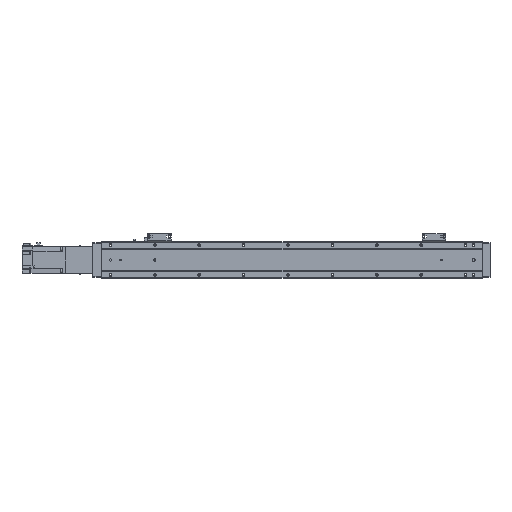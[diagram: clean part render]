
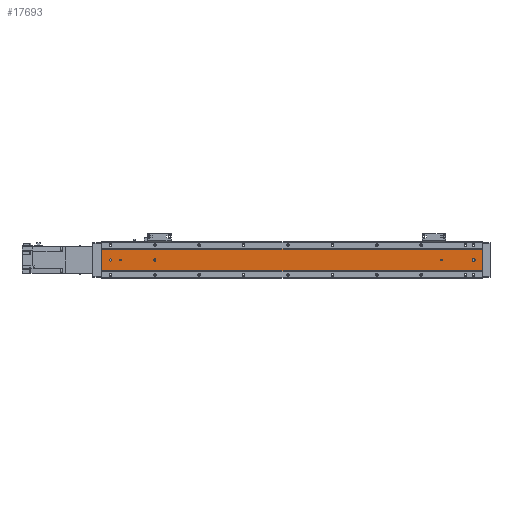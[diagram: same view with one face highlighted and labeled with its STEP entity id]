
A CAD part, front view. The second image highlights one B-rep face of the part: STEP entity #17693.
In plain terms, the highlighted planar face has unit normal (0, -1, 0).
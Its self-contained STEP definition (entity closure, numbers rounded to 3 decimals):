
#26 = ORIENTED_EDGE ( 'NONE', *, *, #7452, .F. ) ;
#137 = DIRECTION ( 'NONE',  ( 1., 0., 0. ) ) ;
#369 = LINE ( 'NONE', #23718, #14989 ) ;
#529 = EDGE_LOOP ( 'NONE', ( #1538, #20534 ) ) ;
#668 = CIRCLE ( 'NONE', #22740, 2.5 ) ;
#700 = DIRECTION ( 'NONE',  ( 0., 0., 1. ) ) ;
#894 = VERTEX_POINT ( 'NONE', #23206 ) ;
#998 = CIRCLE ( 'NONE', #25040, 2.1 ) ;
#1021 = VECTOR ( 'NONE', #8207, 1000. ) ;
#1225 = DIRECTION ( 'NONE',  ( 0., -1., 0. ) ) ;
#1538 = ORIENTED_EDGE ( 'NONE', *, *, #25563, .F. ) ;
#1875 = ORIENTED_EDGE ( 'NONE', *, *, #14836, .F. ) ;
#2146 = FACE_OUTER_BOUND ( 'NONE', #28052, .T. ) ;
#2890 = DIRECTION ( 'NONE',  ( 1., 0., 0. ) ) ;
#3007 = CARTESIAN_POINT ( 'NONE',  ( 858., 1., -23.876 ) ) ;
#3113 = VERTEX_POINT ( 'NONE', #14981 ) ;
#3164 = LINE ( 'NONE', #16684, #17859 ) ;
#3243 = EDGE_CURVE ( 'NONE', #25529, #16616, #8811, .T. ) ;
#4071 = VERTEX_POINT ( 'NONE', #25757 ) ;
#4242 = ORIENTED_EDGE ( 'NONE', *, *, #28330, .F. ) ;
#4455 = CARTESIAN_POINT ( 'NONE',  ( 858., 1., 23.876 ) ) ;
#4513 = EDGE_CURVE ( 'NONE', #28375, #20326, #19566, .T. ) ;
#4531 = CARTESIAN_POINT ( 'NONE',  ( 837., 1., -2.5 ) ) ;
#4541 = CIRCLE ( 'NONE', #7476, 2.5 ) ;
#4807 = VERTEX_POINT ( 'NONE', #26340 ) ;
#5745 = ORIENTED_EDGE ( 'NONE', *, *, #16894, .F. ) ;
#5835 = DIRECTION ( 'NONE',  ( 0., 0., 1. ) ) ;
#5981 = CARTESIAN_POINT ( 'NONE',  ( 120., 1., 2.5 ) ) ;
#6075 = CIRCLE ( 'NONE', #19811, 2.5 ) ;
#6275 = DIRECTION ( 'NONE',  ( 0., 0., -1. ) ) ;
#6314 = AXIS2_PLACEMENT_3D ( 'NONE', #29603, #15765, #27729 ) ;
#6406 = DIRECTION ( 'NONE',  ( 0., 0., 1. ) ) ;
#6458 = PLANE ( 'NONE',  #14047 ) ;
#6995 = AXIS2_PLACEMENT_3D ( 'NONE', #17521, #1225, #10901 ) ;
#7045 = DIRECTION ( 'NONE',  ( 0., -1., 0. ) ) ;
#7085 = CARTESIAN_POINT ( 'NONE',  ( 766.45, 1., -2.1 ) ) ;
#7138 = CARTESIAN_POINT ( 'NONE',  ( 858., 1., 23.876 ) ) ;
#7452 = EDGE_CURVE ( 'NONE', #3113, #13173, #17313, .T. ) ;
#7476 = AXIS2_PLACEMENT_3D ( 'NONE', #23253, #27423, #6406 ) ;
#7526 = VERTEX_POINT ( 'NONE', #7138 ) ;
#8207 = DIRECTION ( 'NONE',  ( -1., 0., 0. ) ) ;
#8575 = CIRCLE ( 'NONE', #13957, 2.1 ) ;
#8589 = CARTESIAN_POINT ( 'NONE',  ( 41.75, 1., 2.1 ) ) ;
#8811 = CIRCLE ( 'NONE', #25971, 2.5 ) ;
#9182 = DIRECTION ( 'NONE',  ( 0., 0., 1. ) ) ;
#9462 = CARTESIAN_POINT ( 'NONE',  ( 839., 1., 0. ) ) ;
#9464 = AXIS2_PLACEMENT_3D ( 'NONE', #27847, #20963, #12851 ) ;
#9601 = ORIENTED_EDGE ( 'NONE', *, *, #25829, .F. ) ;
#9915 = DIRECTION ( 'NONE',  ( -1., 0., 0. ) ) ;
#10428 = CARTESIAN_POINT ( 'NONE',  ( 0., 1., 23.876 ) ) ;
#10901 = DIRECTION ( 'NONE',  ( 0., 0., 1. ) ) ;
#11043 = LINE ( 'NONE', #10428, #30072 ) ;
#11354 = FACE_BOUND ( 'NONE', #21976, .T. ) ;
#11567 = EDGE_LOOP ( 'NONE', ( #14683, #26, #5745, #25871 ) ) ;
#11939 = EDGE_CURVE ( 'NONE', #4807, #25323, #27082, .T. ) ;
#12647 = EDGE_LOOP ( 'NONE', ( #4242, #18484 ) ) ;
#12806 = CARTESIAN_POINT ( 'NONE',  ( 858., 1., 23.876 ) ) ;
#12851 = DIRECTION ( 'NONE',  ( 0., 0., 1. ) ) ;
#13033 = DIRECTION ( 'NONE',  ( 0., 0., -1. ) ) ;
#13173 = VERTEX_POINT ( 'NONE', #4531 ) ;
#13325 = CARTESIAN_POINT ( 'NONE',  ( 858., 1., 23.876 ) ) ;
#13957 = AXIS2_PLACEMENT_3D ( 'NONE', #30009, #14157, #22940 ) ;
#14047 = AXIS2_PLACEMENT_3D ( 'NONE', #4455, #23487, #137 ) ;
#14097 = DIRECTION ( 'NONE',  ( 0., 0., 1. ) ) ;
#14157 = DIRECTION ( 'NONE',  ( 0., -1., 0. ) ) ;
#14562 = CARTESIAN_POINT ( 'NONE',  ( 858., 1., -2.5 ) ) ;
#14631 = VECTOR ( 'NONE', #6275, 1000. ) ;
#14683 = ORIENTED_EDGE ( 'NONE', *, *, #23233, .F. ) ;
#14836 = EDGE_CURVE ( 'NONE', #27823, #22628, #8575, .T. ) ;
#14981 = CARTESIAN_POINT ( 'NONE',  ( 837., 1., 2.5 ) ) ;
#14989 = VECTOR ( 'NONE', #26016, 1000. ) ;
#15092 = ORIENTED_EDGE ( 'NONE', *, *, #19193, .F. ) ;
#15673 = EDGE_LOOP ( 'NONE', ( #19913, #29975 ) ) ;
#15765 = DIRECTION ( 'NONE',  ( 0., -1., 0. ) ) ;
#16124 = FACE_BOUND ( 'NONE', #15673, .T. ) ;
#16616 = VERTEX_POINT ( 'NONE', #24052 ) ;
#16684 = CARTESIAN_POINT ( 'NONE',  ( 858., 1., -23.876 ) ) ;
#16894 = EDGE_CURVE ( 'NONE', #20068, #3113, #369, .T. ) ;
#17196 = CARTESIAN_POINT ( 'NONE',  ( 839., 1., 2.5 ) ) ;
#17313 = CIRCLE ( 'NONE', #9464, 2.5 ) ;
#17521 = CARTESIAN_POINT ( 'NONE',  ( 766.45, 1., 0. ) ) ;
#17583 = LINE ( 'NONE', #12806, #1021 ) ;
#17693 = ADVANCED_FACE ( 'NONE', ( #2146, #11354, #20891, #16124, #20737, #18283 ), #6458, .F. ) ;
#17799 = VECTOR ( 'NONE', #2890, 1000. ) ;
#17859 = VECTOR ( 'NONE', #9915, 1000. ) ;
#18283 = FACE_BOUND ( 'NONE', #11567, .T. ) ;
#18484 = ORIENTED_EDGE ( 'NONE', *, *, #3243, .F. ) ;
#18523 = ORIENTED_EDGE ( 'NONE', *, *, #27758, .T. ) ;
#19193 = EDGE_CURVE ( 'NONE', #7526, #29593, #19808, .T. ) ;
#19341 = LINE ( 'NONE', #14562, #17799 ) ;
#19566 = CIRCLE ( 'NONE', #6314, 2.5 ) ;
#19681 = CIRCLE ( 'NONE', #20187, 2.1 ) ;
#19808 = LINE ( 'NONE', #13325, #14631 ) ;
#19811 = AXIS2_PLACEMENT_3D ( 'NONE', #9462, #21300, #700 ) ;
#19900 = DIRECTION ( 'NONE',  ( 0., -1., 0. ) ) ;
#19913 = ORIENTED_EDGE ( 'NONE', *, *, #4513, .F. ) ;
#20068 = VERTEX_POINT ( 'NONE', #17196 ) ;
#20187 = AXIS2_PLACEMENT_3D ( 'NONE', #26078, #7045, #14097 ) ;
#20326 = VERTEX_POINT ( 'NONE', #25919 ) ;
#20534 = ORIENTED_EDGE ( 'NONE', *, *, #11939, .F. ) ;
#20737 = FACE_BOUND ( 'NONE', #12647, .T. ) ;
#20891 = FACE_BOUND ( 'NONE', #529, .T. ) ;
#20963 = DIRECTION ( 'NONE',  ( 0., -1., 0. ) ) ;
#21300 = DIRECTION ( 'NONE',  ( 0., -1., 0. ) ) ;
#21976 = EDGE_LOOP ( 'NONE', ( #9601, #1875 ) ) ;
#22184 = CARTESIAN_POINT ( 'NONE',  ( 120., 1., 0. ) ) ;
#22462 = CARTESIAN_POINT ( 'NONE',  ( 41.75, 1., -2.1 ) ) ;
#22628 = VERTEX_POINT ( 'NONE', #22462 ) ;
#22740 = AXIS2_PLACEMENT_3D ( 'NONE', #27041, #29517, #9182 ) ;
#22940 = DIRECTION ( 'NONE',  ( 0., 0., 1. ) ) ;
#23206 = CARTESIAN_POINT ( 'NONE',  ( 0., 1., 23.876 ) ) ;
#23233 = EDGE_CURVE ( 'NONE', #13173, #4071, #19341, .T. ) ;
#23253 = CARTESIAN_POINT ( 'NONE',  ( 120., 1., 0. ) ) ;
#23400 = CARTESIAN_POINT ( 'NONE',  ( 20., 1., -2.5 ) ) ;
#23487 = DIRECTION ( 'NONE',  ( 0., 1., 0. ) ) ;
#23718 = CARTESIAN_POINT ( 'NONE',  ( 858., 1., 2.5 ) ) ;
#23755 = VERTEX_POINT ( 'NONE', #24151 ) ;
#23972 = ORIENTED_EDGE ( 'NONE', *, *, #29526, .F. ) ;
#23992 = EDGE_CURVE ( 'NONE', #20326, #28375, #668, .T. ) ;
#24052 = CARTESIAN_POINT ( 'NONE',  ( 120., 1., -2.5 ) ) ;
#24151 = CARTESIAN_POINT ( 'NONE',  ( 0., 1., -23.876 ) ) ;
#24723 = DIRECTION ( 'NONE',  ( 0., -1., 0. ) ) ;
#25040 = AXIS2_PLACEMENT_3D ( 'NONE', #29184, #24723, #5835 ) ;
#25323 = VERTEX_POINT ( 'NONE', #7085 ) ;
#25529 = VERTEX_POINT ( 'NONE', #5981 ) ;
#25563 = EDGE_CURVE ( 'NONE', #25323, #4807, #998, .T. ) ;
#25757 = CARTESIAN_POINT ( 'NONE',  ( 839., 1., -2.5 ) ) ;
#25813 = ORIENTED_EDGE ( 'NONE', *, *, #25912, .T. ) ;
#25829 = EDGE_CURVE ( 'NONE', #22628, #27823, #19681, .T. ) ;
#25871 = ORIENTED_EDGE ( 'NONE', *, *, #29440, .F. ) ;
#25912 = EDGE_CURVE ( 'NONE', #7526, #894, #17583, .T. ) ;
#25919 = CARTESIAN_POINT ( 'NONE',  ( 20., 1., 2.5 ) ) ;
#25971 = AXIS2_PLACEMENT_3D ( 'NONE', #22184, #19900, #29263 ) ;
#26016 = DIRECTION ( 'NONE',  ( -1., 0., 0. ) ) ;
#26078 = CARTESIAN_POINT ( 'NONE',  ( 41.75, 1., 0. ) ) ;
#26340 = CARTESIAN_POINT ( 'NONE',  ( 766.45, 1., 2.1 ) ) ;
#27041 = CARTESIAN_POINT ( 'NONE',  ( 20., 1., 0. ) ) ;
#27082 = CIRCLE ( 'NONE', #6995, 2.1 ) ;
#27423 = DIRECTION ( 'NONE',  ( 0., -1., 0. ) ) ;
#27729 = DIRECTION ( 'NONE',  ( 0., 0., 1. ) ) ;
#27758 = EDGE_CURVE ( 'NONE', #894, #23755, #11043, .T. ) ;
#27823 = VERTEX_POINT ( 'NONE', #8589 ) ;
#27847 = CARTESIAN_POINT ( 'NONE',  ( 837., 1., 0. ) ) ;
#28052 = EDGE_LOOP ( 'NONE', ( #18523, #23972, #15092, #25813 ) ) ;
#28330 = EDGE_CURVE ( 'NONE', #16616, #25529, #4541, .T. ) ;
#28375 = VERTEX_POINT ( 'NONE', #23400 ) ;
#29184 = CARTESIAN_POINT ( 'NONE',  ( 766.45, 1., 0. ) ) ;
#29263 = DIRECTION ( 'NONE',  ( 0., 0., 1. ) ) ;
#29440 = EDGE_CURVE ( 'NONE', #4071, #20068, #6075, .T. ) ;
#29517 = DIRECTION ( 'NONE',  ( 0., -1., 0. ) ) ;
#29526 = EDGE_CURVE ( 'NONE', #29593, #23755, #3164, .T. ) ;
#29593 = VERTEX_POINT ( 'NONE', #3007 ) ;
#29603 = CARTESIAN_POINT ( 'NONE',  ( 20., 1., 0. ) ) ;
#29975 = ORIENTED_EDGE ( 'NONE', *, *, #23992, .F. ) ;
#30009 = CARTESIAN_POINT ( 'NONE',  ( 41.75, 1., 0. ) ) ;
#30072 = VECTOR ( 'NONE', #13033, 1000. ) ;
